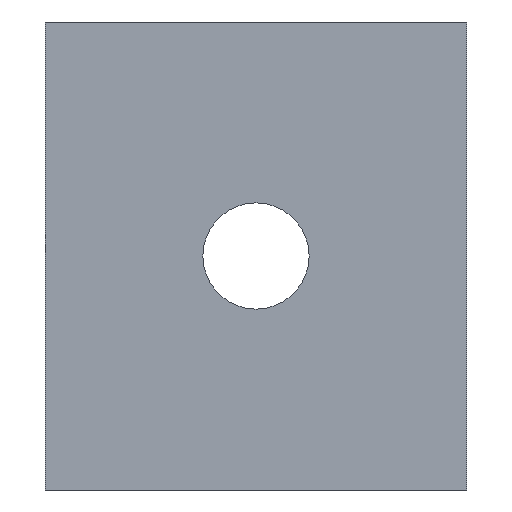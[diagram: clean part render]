
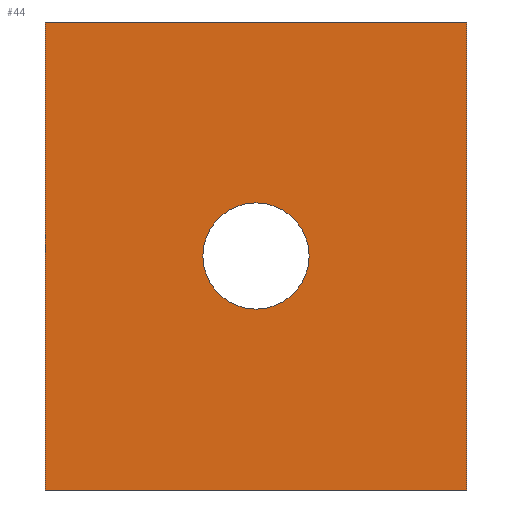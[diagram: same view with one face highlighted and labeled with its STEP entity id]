
A CAD part, front view. The second image highlights one B-rep face of the part: STEP entity #44.
In plain terms, the highlighted planar face has unit normal (0, -1, 0).
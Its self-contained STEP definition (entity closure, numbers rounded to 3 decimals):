
#44 = ADVANCED_FACE( '', ( #99, #100 ), #101, .F. );
#99 = FACE_BOUND( '', #170, .T. );
#100 = FACE_OUTER_BOUND( '', #171, .T. );
#101 = PLANE( '', #172 );
#170 = EDGE_LOOP( '', ( #240 ) );
#171 = EDGE_LOOP( '', ( #241, #242, #243, #244 ) );
#172 = AXIS2_PLACEMENT_3D( '', #245, #246, #247 );
#240 = ORIENTED_EDGE( '', *, *, #397, .T. );
#241 = ORIENTED_EDGE( '', *, *, #398, .T. );
#242 = ORIENTED_EDGE( '', *, *, #399, .F. );
#243 = ORIENTED_EDGE( '', *, *, #400, .F. );
#244 = ORIENTED_EDGE( '', *, *, #401, .T. );
#245 = CARTESIAN_POINT( '', ( 13.5, 0., 30. ) );
#246 = DIRECTION( '', ( 0., 1., 0. ) );
#247 = DIRECTION( '', ( 0., 0., 1. ) );
#397 = EDGE_CURVE( '', #464, #464, #465, .T. );
#398 = EDGE_CURVE( '', #466, #467, #468, .T. );
#399 = EDGE_CURVE( '', #469, #467, #470, .T. );
#400 = EDGE_CURVE( '', #471, #469, #472, .T. );
#401 = EDGE_CURVE( '', #471, #466, #473, .T. );
#464 = VERTEX_POINT( '', #560 );
#465 = CIRCLE( '', #561, 3.405 );
#466 = VERTEX_POINT( '', #562 );
#467 = VERTEX_POINT( '', #563 );
#468 = LINE( '', #564, #565 );
#469 = VERTEX_POINT( '', #566 );
#470 = LINE( '', #567, #568 );
#471 = VERTEX_POINT( '', #569 );
#472 = LINE( '', #570, #571 );
#473 = LINE( '', #572, #573 );
#560 = CARTESIAN_POINT( '', ( 3.405, 0., 15. ) );
#561 = AXIS2_PLACEMENT_3D( '', #669, #670, #671 );
#562 = CARTESIAN_POINT( '', ( -13.5, 0., 30. ) );
#563 = CARTESIAN_POINT( '', ( -13.5, 0., 0. ) );
#564 = CARTESIAN_POINT( '', ( -13.5, 0., 30. ) );
#565 = VECTOR( '', #672, 1000. );
#566 = CARTESIAN_POINT( '', ( 13.5, 0., 0. ) );
#567 = CARTESIAN_POINT( '', ( 13.5, 0., 0. ) );
#568 = VECTOR( '', #673, 1000. );
#569 = CARTESIAN_POINT( '', ( 13.5, 0., 30. ) );
#570 = CARTESIAN_POINT( '', ( 13.5, 0., 30. ) );
#571 = VECTOR( '', #674, 1000. );
#572 = CARTESIAN_POINT( '', ( 13.5, 0., 30. ) );
#573 = VECTOR( '', #675, 1000. );
#669 = CARTESIAN_POINT( '', ( 0., 0., 15. ) );
#670 = DIRECTION( '', ( 0., 1., 0. ) );
#671 = DIRECTION( '', ( 1., 0., 0. ) );
#672 = DIRECTION( '', ( 0., 0., -1. ) );
#673 = DIRECTION( '', ( -1., 0., 0. ) );
#674 = DIRECTION( '', ( 0., 0., -1. ) );
#675 = DIRECTION( '', ( -1., 0., 0. ) );
